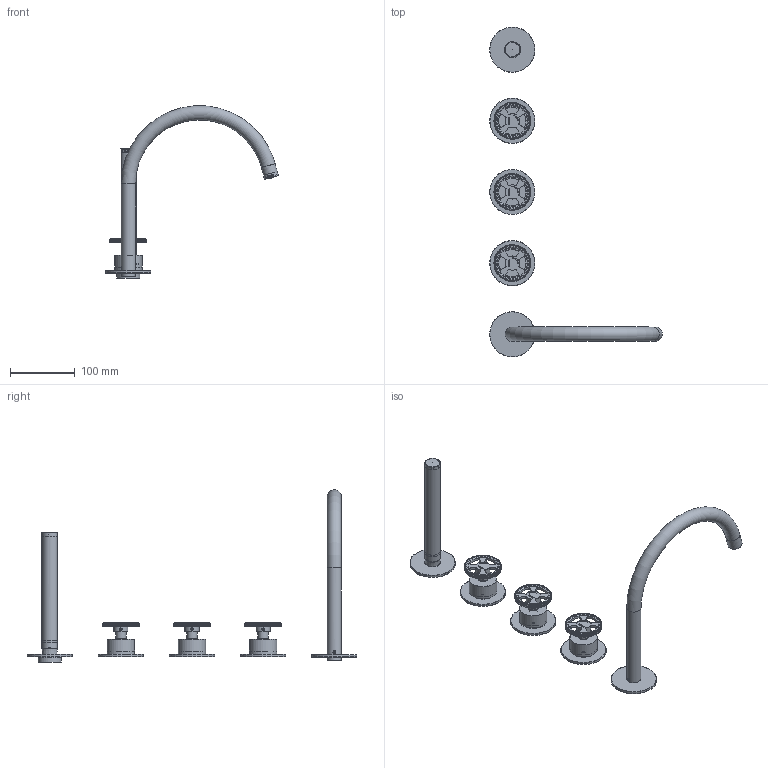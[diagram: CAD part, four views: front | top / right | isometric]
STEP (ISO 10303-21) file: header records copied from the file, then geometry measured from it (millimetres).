
FILE_DESCRIPTION(/* description */ ('Unknown'),/* implementation_level */ '2;1');
FILE_NAME(/* name */ 'CW172-00',/* time_stamp */ '2025-03-25T16:22:07+01:00',/* author */ ('Unknown'),/* organization */ ('Unknown'),/* preprocessor_version */ 'ST-DEVELOPER v19.4',/* originating_system */ 'Solid Edge',/* authorisation */ 'Unknown');
FILE_SCHEMA (('AUTOMOTIVE_DESIGN {1 0 10303 214 3 1 1}'));
Length unit declared in the file: millimetre
Products named in the file (23): CW172-00; CW003-02; CB005-16; CW003-08; CW023-01; CW072-02; CW023-002_oa_0; CW023-02; CB040-001; CB004-11; CB040-01; CW033-03; CW072-005; CW072-002_oa_1; grp doccia_oa_2; CW003-01; M354-00_oa_3; M354-001_oa_4; C101014_02100ZZ; A089014_00101ZZ; A064038_12900ZZ; CW072-01; CW023-03
Assembly tree (29 placements, depth 4):
  CW172-00
    CW003-02  x3
    CB005-16  x2
    CW003-08  x3
    CW023-01  x3
    CW072-02
    CW023-002_oa_0
      CW023-02
    CB040-001
      CB004-11
      CB040-01
    CW033-03
    CW072-005
    CW072-002_oa_1
      grp doccia_oa_2
    CW003-01
    M354-00_oa_3
      M354-001_oa_4
        C101014_02100ZZ
        A089014_00101ZZ
        A064038_12900ZZ
    CW072-01
    CW023-03
Bounding box: 266.82 x 510 x 266.28 mm (x, y, z)
Volume: 189018.8 mm3; surface area: 195964.3 mm2
Topology: 24 solids, 24 shells, 6111 faces, 14851 edges, 8874 vertices
Faces by surface type: bspline 2443, cylinder 1794, torus 966, plane 751, cone 156, sphere 1
Full cylindrical faces by diameter (mm): 3.2 x40, 3.242 x3, 3.98 x1, 4 x4, 4.2 x1, 4.98 x1, 5 x3, 7.3 x3, 10.9 x3, 11.3 x3, 11.5 x3, 12.5 x3, 13.8 x1, 14 x14, 14.2 x3, 15 x4, 15.5 x1, 16 x4, 17 x2, 17.4 x1, 18 x3, 18.4 x1, 18.5 x1, 18.6 x1, 18.75 x1, 19 x1, 20 x3, 21 x1, 21.166 x1, 22 x7
Entity records: 233407 total; most frequent: CARTESIAN_POINT 79167, ORIENTED_EDGE 27384, DIRECTION 20955, EDGE_CURVE 13692, AXIS2_PLACEMENT_3D 9015, VERTEX_POINT 8274, FACE_BOUND 6508, EDGE_LOOP 6506
